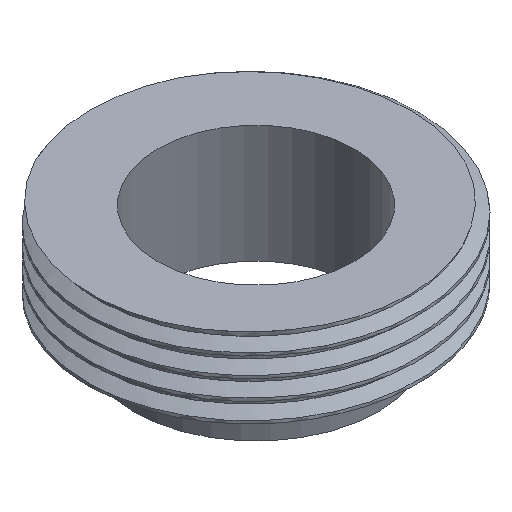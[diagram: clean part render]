
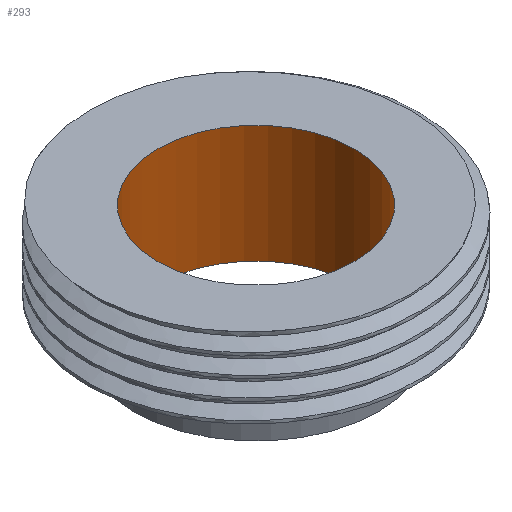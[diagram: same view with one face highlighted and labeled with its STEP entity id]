
A CAD part, isometric view. The second image highlights one B-rep face of the part: STEP entity #293.
In plain terms, the highlighted cylindrical face has radius 5 mm (diameter 10 mm), a full revolution.
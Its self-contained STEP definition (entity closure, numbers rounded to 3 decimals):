
#38=FACE_OUTER_BOUND('',#57,.T.);
#57=EDGE_LOOP('',(#260,#261,#262,#263));
#64=CIRCLE('',#323,5.);
#67=CIRCLE('',#330,5.);
#101=LINE('',#1863,#111);
#111=VECTOR('',#385,5.);
#136=VERTEX_POINT('',#1851);
#139=VERTEX_POINT('',#1862);
#176=EDGE_CURVE('',#136,#136,#64,.T.);
#180=EDGE_CURVE('',#136,#139,#101,.T.);
#181=EDGE_CURVE('',#139,#139,#67,.T.);
#260=ORIENTED_EDGE('',*,*,#176,.F.);
#261=ORIENTED_EDGE('',*,*,#180,.T.);
#262=ORIENTED_EDGE('',*,*,#181,.T.);
#263=ORIENTED_EDGE('',*,*,#180,.F.);
#277=CYLINDRICAL_SURFACE('',#329,5.);
#293=ADVANCED_FACE('',(#38),#277,.F.);
#323=AXIS2_PLACEMENT_3D('',#1852,#370,#371);
#329=AXIS2_PLACEMENT_3D('',#1861,#383,#384);
#330=AXIS2_PLACEMENT_3D('',#1864,#386,#387);
#370=DIRECTION('center_axis',(0.,0.,-1.));
#371=DIRECTION('ref_axis',(-1.,0.,0.));
#383=DIRECTION('center_axis',(0.,0.,1.));
#384=DIRECTION('ref_axis',(1.,0.,0.));
#385=DIRECTION('',(0.,0.,-1.));
#386=DIRECTION('center_axis',(0.,0.,-1.));
#387=DIRECTION('ref_axis',(1.,0.,0.));
#1851=CARTESIAN_POINT('',(-5.,0.,9.));
#1852=CARTESIAN_POINT('Origin',(0.,0.,9.));
#1861=CARTESIAN_POINT('Origin',(0.,0.,3.));
#1862=CARTESIAN_POINT('',(-5.,0.,3.));
#1863=CARTESIAN_POINT('',(-5.,0.,3.));
#1864=CARTESIAN_POINT('Origin',(0.,0.,3.));
